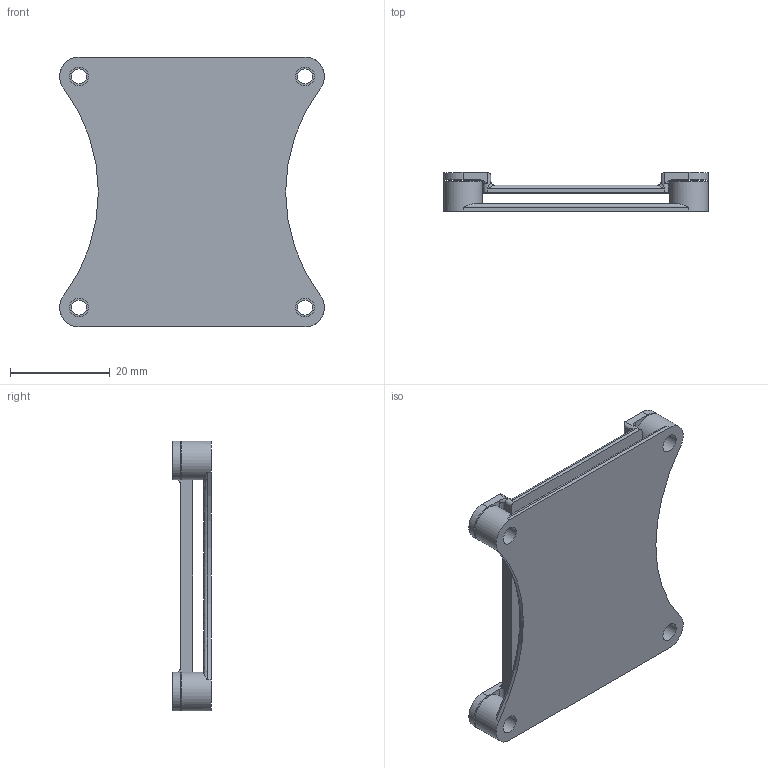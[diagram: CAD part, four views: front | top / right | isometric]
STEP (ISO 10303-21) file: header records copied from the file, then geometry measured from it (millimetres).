
FILE_DESCRIPTION(/* description */ ('STEP AP242','CAx-IF Rec.Pracs.---Representation and Presentation of Product Manufacturing Information (PMI)---4.0---2014-10-13','CAx-IF Rec.Pracs.---3D Tessellated Geometry---0.4---2014-09-14','2;1'),/* implementation_level */ '2;1');
FILE_NAME(/* name */ '66a88b2e2efa8c2d345cf833',/* time_stamp */ '2024-07-30T06:41:50Z',/* author */ (''),/* organization */ (''),/* preprocessor_version */ 'ST-DEVELOPER v20',/* originating_system */ ' ',/* authorisation */ ' ');
FILE_SCHEMA (('AP242_MANAGED_MODEL_BASED_3D_ENGINEERING_MIM_LF { 1 0 10303 442 1 1 4 }'));
Length unit declared in the file: metre
Products named in the file (2): adapter plate; glue plate
Bounding box: 53.05 x 7.72 x 54.1 mm (x, y, z)
Volume: 7674.7 mm3; surface area: 10762.3 mm2
Topology: 2 solids, 2 shells, 88 faces, 236 edges, 148 vertices
Faces by surface type: cylinder 44, plane 34, torus 6, bspline 4
Full cylindrical faces by diameter (mm): 2 x4, 3 x4, 3.75 x4, 7.75 x4
Entity records: 2766 total; most frequent: CARTESIAN_POINT 566, DIRECTION 466, ORIENTED_EDGE 416, EDGE_CURVE 208, AXIS2_PLACEMENT_3D 184, VERTEX_POINT 140, EDGE_LOOP 128, FACE_BOUND 128
